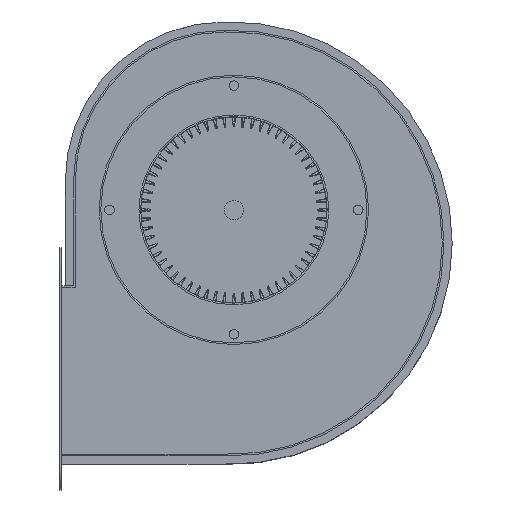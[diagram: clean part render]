
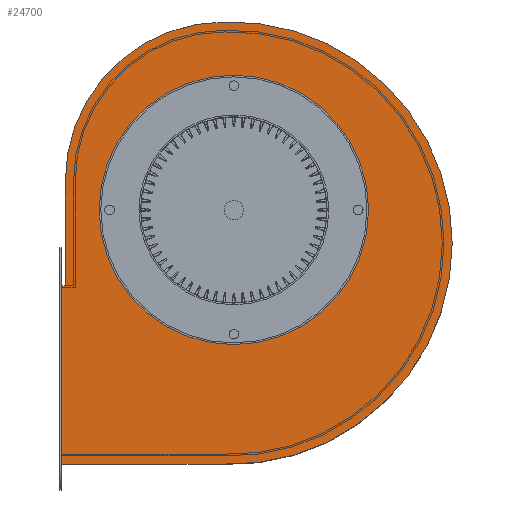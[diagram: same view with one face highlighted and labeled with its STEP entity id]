
A CAD part, top view. The second image highlights one B-rep face of the part: STEP entity #24700.
In plain terms, the highlighted planar face has unit normal (0, 0, 1).
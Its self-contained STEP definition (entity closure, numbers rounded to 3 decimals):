
#226 = ORIENTED_EDGE ( 'NONE', *, *, #40724, .F. ) ;
#713 = CARTESIAN_POINT ( 'NONE',  ( 0., 0., 70. ) ) ;
#1070 = DIRECTION ( 'NONE',  ( 1., 0., 0. ) ) ;
#1286 = DIRECTION ( 'NONE',  ( 1., 0., 0. ) ) ;
#2369 = ORIENTED_EDGE ( 'NONE', *, *, #29634, .F. ) ;
#2888 = DIRECTION ( 'NONE',  ( 1., 0., 0. ) ) ;
#3414 = CARTESIAN_POINT ( 'NONE',  ( -2., -24., 70. ) ) ;
#4792 = CARTESIAN_POINT ( 'NONE',  ( -97.5, 0., 70. ) ) ;
#5350 = CARTESIAN_POINT ( 'NONE',  ( -7., 21., 70. ) ) ;
#5527 = DIRECTION ( 'NONE',  ( 0., 0., -1. ) ) ;
#6179 = ORIENTED_EDGE ( 'NONE', *, *, #15328, .T. ) ;
#6524 = VERTEX_POINT ( 'NONE', #25682 ) ;
#7273 = VERTEX_POINT ( 'NONE', #28094 ) ;
#8309 = LINE ( 'NONE', #23808, #39099 ) ;
#8714 = EDGE_CURVE ( 'NONE', #44144, #27627, #36544, .T. ) ;
#9027 = EDGE_CURVE ( 'NONE', #25966, #6524, #10050, .T. ) ;
#9737 = AXIS2_PLACEMENT_3D ( 'NONE', #3414, #23592, #2888 ) ;
#9965 = VECTOR ( 'NONE', #41161, 1000. ) ;
#9996 = DIRECTION ( 'NONE',  ( 0., -1., 0. ) ) ;
#10050 = CIRCLE ( 'NONE', #36837, 97.5 ) ;
#11378 = CARTESIAN_POINT ( 'NONE',  ( -7., 136., 70. ) ) ;
#11875 = LINE ( 'NONE', #46048, #42686 ) ;
#13785 = EDGE_CURVE ( 'NONE', #16352, #7273, #15245, .T. ) ;
#15245 = LINE ( 'NONE', #21465, #31625 ) ;
#15328 = EDGE_CURVE ( 'NONE', #44144, #16352, #20655, .T. ) ;
#15881 = CIRCLE ( 'NONE', #18300, 97.5 ) ;
#16352 = VERTEX_POINT ( 'NONE', #16867 ) ;
#16544 = VERTEX_POINT ( 'NONE', #30614 ) ;
#16867 = CARTESIAN_POINT ( 'NONE',  ( -122., -54.8, 70. ) ) ;
#17068 = DIRECTION ( 'NONE',  ( 0., 0., 1. ) ) ;
#17655 = DIRECTION ( 'NONE',  ( 0., 0., 1. ) ) ;
#18300 = AXIS2_PLACEMENT_3D ( 'NONE', #713, #32888, #1070 ) ;
#19006 = DIRECTION ( 'NONE',  ( 0., 0., -1. ) ) ;
#20655 = LINE ( 'NONE', #37138, #9965 ) ;
#21188 = AXIS2_PLACEMENT_3D ( 'NONE', #50625, #19006, #47117 ) ;
#21328 = PLANE ( 'NONE',  #43562 ) ;
#21465 = CARTESIAN_POINT ( 'NONE',  ( 0., -54.8, 70. ) ) ;
#23439 = CARTESIAN_POINT ( 'NONE',  ( -7., -184., 70. ) ) ;
#23592 = DIRECTION ( 'NONE',  ( 0., 0., -1. ) ) ;
#23808 = CARTESIAN_POINT ( 'NONE',  ( 0., -184., 70. ) ) ;
#24695 = ORIENTED_EDGE ( 'NONE', *, *, #13785, .T. ) ;
#24700 = ADVANCED_FACE ( 'NONE', ( #33358, #33957 ), #21328, .T. ) ;
#25682 = CARTESIAN_POINT ( 'NONE',  ( 97.5, 0., 70. ) ) ;
#25966 = VERTEX_POINT ( 'NONE', #4792 ) ;
#26766 = CIRCLE ( 'NONE', #9737, 160.078 ) ;
#26806 = ORIENTED_EDGE ( 'NONE', *, *, #47219, .F. ) ;
#27229 = ORIENTED_EDGE ( 'NONE', *, *, #43271, .F. ) ;
#27627 = VERTEX_POINT ( 'NONE', #11378 ) ;
#28070 = CARTESIAN_POINT ( 'NONE',  ( -122., 21., 70. ) ) ;
#28081 = EDGE_LOOP ( 'NONE', ( #24695, #47683, #26806, #2369, #226, #45237, #6179 ) ) ;
#28094 = CARTESIAN_POINT ( 'NONE',  ( -124.8, -54.8, 70. ) ) ;
#29634 = EDGE_CURVE ( 'NONE', #16544, #50084, #26766, .T. ) ;
#30614 = CARTESIAN_POINT ( 'NONE',  ( 158.078, -24., 70. ) ) ;
#31625 = VECTOR ( 'NONE', #49397, 1000. ) ;
#32888 = DIRECTION ( 'NONE',  ( 0., 0., 1. ) ) ;
#33358 = FACE_OUTER_BOUND ( 'NONE', #28081, .T. ) ;
#33957 = FACE_BOUND ( 'NONE', #47588, .T. ) ;
#34764 = AXIS2_PLACEMENT_3D ( 'NONE', #5350, #5527, #1286 ) ;
#36260 = CIRCLE ( 'NONE', #21188, 160.078 ) ;
#36544 = CIRCLE ( 'NONE', #34764, 115. ) ;
#36837 = AXIS2_PLACEMENT_3D ( 'NONE', #40782, #17068, #44479 ) ;
#37138 = CARTESIAN_POINT ( 'NONE',  ( -122., 0., 70. ) ) ;
#38482 = ORIENTED_EDGE ( 'NONE', *, *, #9027, .F. ) ;
#38851 = VERTEX_POINT ( 'NONE', #48572 ) ;
#39099 = VECTOR ( 'NONE', #44899, 1000. ) ;
#40724 = EDGE_CURVE ( 'NONE', #27627, #16544, #36260, .T. ) ;
#40782 = CARTESIAN_POINT ( 'NONE',  ( 0., 0., 70. ) ) ;
#41161 = DIRECTION ( 'NONE',  ( 0., -1., 0. ) ) ;
#41680 = CARTESIAN_POINT ( 'NONE',  ( 0., 0., 70. ) ) ;
#42686 = VECTOR ( 'NONE', #9996, 1000. ) ;
#43271 = EDGE_CURVE ( 'NONE', #6524, #25966, #15881, .T. ) ;
#43562 = AXIS2_PLACEMENT_3D ( 'NONE', #41680, #17655, #45743 ) ;
#44144 = VERTEX_POINT ( 'NONE', #28070 ) ;
#44479 = DIRECTION ( 'NONE',  ( 1., 0., 0. ) ) ;
#44899 = DIRECTION ( 'NONE',  ( -1., 0., 0. ) ) ;
#45237 = ORIENTED_EDGE ( 'NONE', *, *, #8714, .F. ) ;
#45743 = DIRECTION ( 'NONE',  ( 1., 0., 0. ) ) ;
#46048 = CARTESIAN_POINT ( 'NONE',  ( -124.8, 0., 70. ) ) ;
#47117 = DIRECTION ( 'NONE',  ( 1., 0., 0. ) ) ;
#47219 = EDGE_CURVE ( 'NONE', #50084, #38851, #8309, .T. ) ;
#47588 = EDGE_LOOP ( 'NONE', ( #38482, #27229 ) ) ;
#47683 = ORIENTED_EDGE ( 'NONE', *, *, #49287, .T. ) ;
#48572 = CARTESIAN_POINT ( 'NONE',  ( -124.8, -184., 70. ) ) ;
#49287 = EDGE_CURVE ( 'NONE', #7273, #38851, #11875, .T. ) ;
#49397 = DIRECTION ( 'NONE',  ( -1., 0., 0. ) ) ;
#50084 = VERTEX_POINT ( 'NONE', #23439 ) ;
#50625 = CARTESIAN_POINT ( 'NONE',  ( -2., -24., 70. ) ) ;
